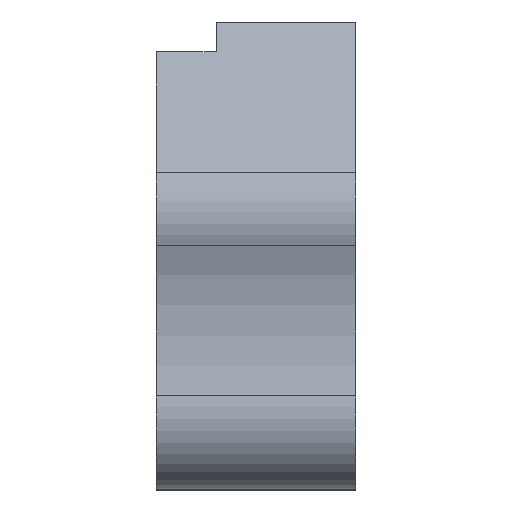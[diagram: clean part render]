
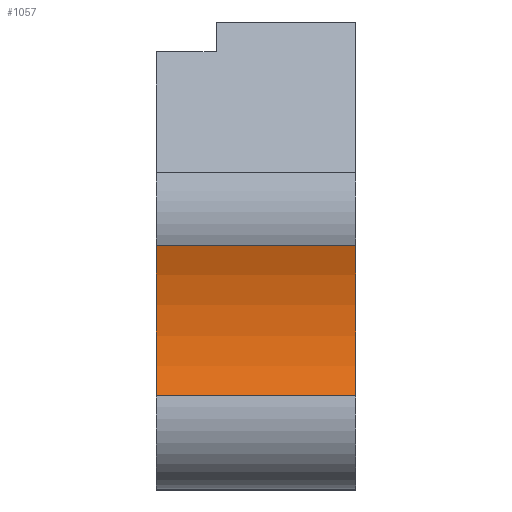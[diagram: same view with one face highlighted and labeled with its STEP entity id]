
A CAD part, front view. The second image highlights one B-rep face of the part: STEP entity #1057.
In plain terms, the highlighted cylindrical face has radius 10.786 mm (diameter 21.571 mm), a partial arc.
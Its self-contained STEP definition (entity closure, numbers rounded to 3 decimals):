
#33 = CARTESIAN_POINT ( 'NONE',  ( 95., 116.806, 38.775 ) ) ;
#89 = CARTESIAN_POINT ( 'NONE',  ( 95., 106.703, 35. ) ) ;
#114 = FACE_OUTER_BOUND ( 'NONE', #861, .T. ) ;
#188 = DIRECTION ( 'NONE',  ( 0., 0., 1. ) ) ;
#193 = DIRECTION ( 'NONE',  ( 1., 0., 0. ) ) ;
#244 = VERTEX_POINT ( 'NONE', #33 ) ;
#317 = DIRECTION ( 'NONE',  ( 1., 0., 0. ) ) ;
#326 = CARTESIAN_POINT ( 'NONE',  ( 95., 116.806, 31.225 ) ) ;
#421 = AXIS2_PLACEMENT_3D ( 'NONE', #89, #193, #188 ) ;
#424 = CARTESIAN_POINT ( 'NONE',  ( 105., 106.703, 35. ) ) ;
#425 = CARTESIAN_POINT ( 'NONE',  ( 105., 116.806, 38.775 ) ) ;
#494 = ORIENTED_EDGE ( 'NONE', *, *, #966, .F. ) ;
#496 = CARTESIAN_POINT ( 'NONE',  ( 105., 116.806, 31.225 ) ) ;
#611 = EDGE_CURVE ( 'NONE', #1184, #1310, #759, .T. ) ;
#638 = LINE ( 'NONE', #766, #1138 ) ;
#641 = DIRECTION ( 'NONE',  ( 0., 0., 1. ) ) ;
#687 = AXIS2_PLACEMENT_3D ( 'NONE', #1257, #1126, #1253 ) ;
#703 = AXIS2_PLACEMENT_3D ( 'NONE', #424, #1450, #641 ) ;
#759 = CIRCLE ( 'NONE', #703, 10.786 ) ;
#766 = CARTESIAN_POINT ( 'NONE',  ( 105., 116.806, 31.225 ) ) ;
#861 = EDGE_LOOP ( 'NONE', ( #494, #1103, #1099, #1283 ) ) ;
#924 = EDGE_CURVE ( 'NONE', #1259, #244, #1063, .T. ) ;
#966 = EDGE_CURVE ( 'NONE', #244, #1310, #1090, .T. ) ;
#989 = EDGE_CURVE ( 'NONE', #1184, #1259, #638, .T. ) ;
#1024 = CYLINDRICAL_SURFACE ( 'NONE', #687, 10.786 ) ;
#1057 = ADVANCED_FACE ( 'NONE', ( #114 ), #1024, .F. ) ;
#1063 = CIRCLE ( 'NONE', #421, 10.786 ) ;
#1090 = LINE ( 'NONE', #425, #1238 ) ;
#1099 = ORIENTED_EDGE ( 'NONE', *, *, #989, .F. ) ;
#1103 = ORIENTED_EDGE ( 'NONE', *, *, #924, .F. ) ;
#1107 = DIRECTION ( 'NONE',  ( -1., 0., 0. ) ) ;
#1126 = DIRECTION ( 'NONE',  ( -1., 0., 0. ) ) ;
#1138 = VECTOR ( 'NONE', #1107, 1000. ) ;
#1184 = VERTEX_POINT ( 'NONE', #496 ) ;
#1238 = VECTOR ( 'NONE', #317, 1000. ) ;
#1253 = DIRECTION ( 'NONE',  ( 0., 0., 1. ) ) ;
#1257 = CARTESIAN_POINT ( 'NONE',  ( 105., 106.703, 35. ) ) ;
#1259 = VERTEX_POINT ( 'NONE', #326 ) ;
#1283 = ORIENTED_EDGE ( 'NONE', *, *, #611, .T. ) ;
#1310 = VERTEX_POINT ( 'NONE', #1454 ) ;
#1450 = DIRECTION ( 'NONE',  ( 1., 0., 0. ) ) ;
#1454 = CARTESIAN_POINT ( 'NONE',  ( 105., 116.806, 38.775 ) ) ;
